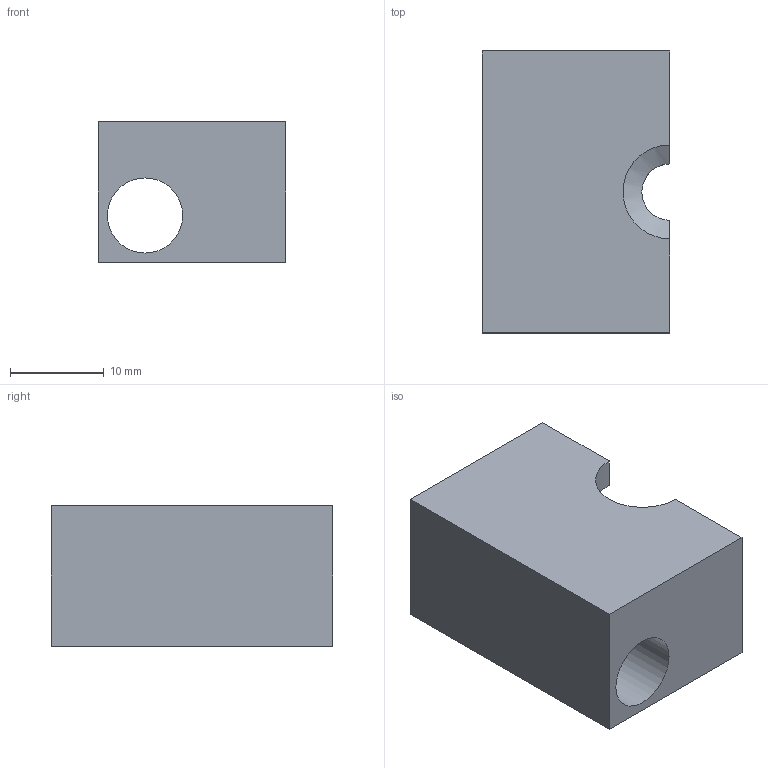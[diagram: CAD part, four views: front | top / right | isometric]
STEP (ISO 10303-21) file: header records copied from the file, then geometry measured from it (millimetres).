
FILE_DESCRIPTION((''),'2;1');
FILE_NAME('BLOCK LEFT.STP','2016-01-07T01:22:02',(''),(''),'STEP Write','Mastercam V9 ... CNC Software, Inc.','');
FILE_SCHEMA(('CONFIG_CONTROL_DESIGN'));
Length unit declared in the file: millimetre
Bounding box: 19.99 x 30 x 15 mm (x, y, z)
Volume: 6463.3 mm3; surface area: 3554.3 mm2
Topology: 1 solids, 1 shells, 13 faces, 34 edges, 23 vertices
Faces by surface type: plane 7, cylinder 4, cone 2
Full cylindrical faces by diameter (mm): 8 x1
Entity records: 496 total; most frequent: CARTESIAN_POINT 90, ORIENTED_EDGE 64, DIRECTION 60, EDGE_CURVE 32, VERTEX_POINT 22, AXIS2_PLACEMENT_3D 20, VECTOR 20, LINE 20
